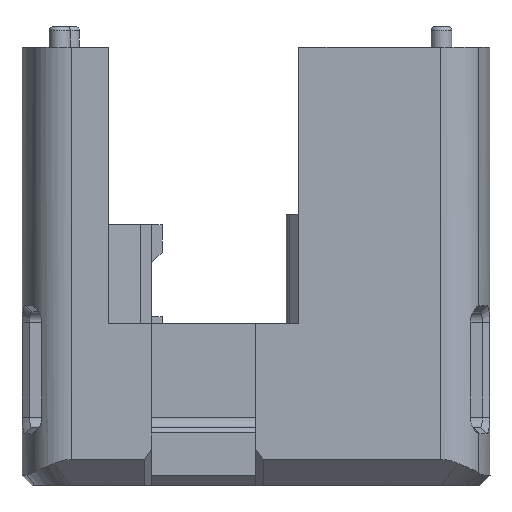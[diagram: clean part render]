
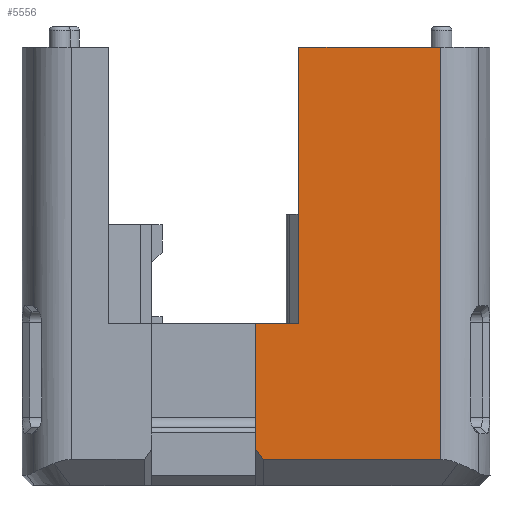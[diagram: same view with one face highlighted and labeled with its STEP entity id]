
A CAD part, left-side view. The second image highlights one B-rep face of the part: STEP entity #5556.
In plain terms, the highlighted planar face has unit normal (-1, 0, 0).
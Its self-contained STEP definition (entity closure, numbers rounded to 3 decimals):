
#270=PLANE('',#5958);
#522=FACE_OUTER_BOUND('',#848,.T.);
#848=EDGE_LOOP('',(#4534,#4535,#4536,#4537,#4538,#4539,#4540));
#1073=LINE('',#7678,#1723);
#1139=LINE('',#7840,#1789);
#1397=LINE('',#8471,#2047);
#1398=LINE('',#8473,#2048);
#1399=LINE('',#8475,#2049);
#1400=LINE('',#8477,#2050);
#1401=LINE('',#8478,#2051);
#1723=VECTOR('',#6239,10.);
#1789=VECTOR('',#6383,10.);
#2047=VECTOR('',#6927,10.);
#2048=VECTOR('',#6928,10.);
#2049=VECTOR('',#6929,10.);
#2050=VECTOR('',#6930,10.);
#2051=VECTOR('',#6931,10.);
#2468=VERTEX_POINT('',#7676);
#2469=VERTEX_POINT('',#7677);
#2526=VERTEX_POINT('',#7839);
#2736=VERTEX_POINT('',#8470);
#2737=VERTEX_POINT('',#8472);
#2738=VERTEX_POINT('',#8474);
#2739=VERTEX_POINT('',#8476);
#3005=EDGE_CURVE('',#2468,#2469,#1073,.T.);
#3087=EDGE_CURVE('',#2526,#2468,#1139,.T.);
#3387=EDGE_CURVE('',#2736,#2469,#1397,.T.);
#3388=EDGE_CURVE('',#2736,#2737,#1398,.T.);
#3389=EDGE_CURVE('',#2738,#2737,#1399,.T.);
#3390=EDGE_CURVE('',#2738,#2739,#1400,.T.);
#3391=EDGE_CURVE('',#2526,#2739,#1401,.T.);
#4534=ORIENTED_EDGE('',*,*,#3005,.T.);
#4535=ORIENTED_EDGE('',*,*,#3387,.F.);
#4536=ORIENTED_EDGE('',*,*,#3388,.T.);
#4537=ORIENTED_EDGE('',*,*,#3389,.F.);
#4538=ORIENTED_EDGE('',*,*,#3390,.T.);
#4539=ORIENTED_EDGE('',*,*,#3391,.F.);
#4540=ORIENTED_EDGE('',*,*,#3087,.T.);
#5556=ADVANCED_FACE('',(#522),#270,.T.);
#5958=AXIS2_PLACEMENT_3D('',#8469,#6925,#6926);
#6239=DIRECTION('',(0.,0.,-1.));
#6383=DIRECTION('',(0.,1.,0.));
#6925=DIRECTION('center_axis',(-1.,0.,0.));
#6926=DIRECTION('ref_axis',(0.,0.,1.));
#6927=DIRECTION('',(0.,-1.,0.));
#6928=DIRECTION('',(0.,0.,-1.));
#6929=DIRECTION('',(0.,0.577,0.816));
#6930=DIRECTION('',(0.,-1.,0.));
#6931=DIRECTION('',(0.,0.,-1.));
#7676=CARTESIAN_POINT('',(-36.5,15.89,17.));
#7677=CARTESIAN_POINT('',(-36.5,15.89,-9.5));
#7678=CARTESIAN_POINT('',(-36.5,15.89,-4.));
#7839=CARTESIAN_POINT('',(-36.5,2.319,17.));
#7840=CARTESIAN_POINT('',(-36.5,0.,17.));
#8469=CARTESIAN_POINT('Origin',(-36.5,0.,-25.));
#8470=CARTESIAN_POINT('',(-36.5,20.,-9.5));
#8471=CARTESIAN_POINT('',(-36.5,20.,-9.5));
#8472=CARTESIAN_POINT('',(-36.5,20.,-21.5));
#8473=CARTESIAN_POINT('',(-36.5,20.,-22.5));
#8474=CARTESIAN_POINT('',(-36.5,19.293,-22.5));
#8475=CARTESIAN_POINT('',(-36.5,15.311,-28.131));
#8476=CARTESIAN_POINT('',(-36.5,2.319,-22.5));
#8477=CARTESIAN_POINT('',(-36.5,10.,-22.5));
#8478=CARTESIAN_POINT('',(-36.5,2.319,21.));
